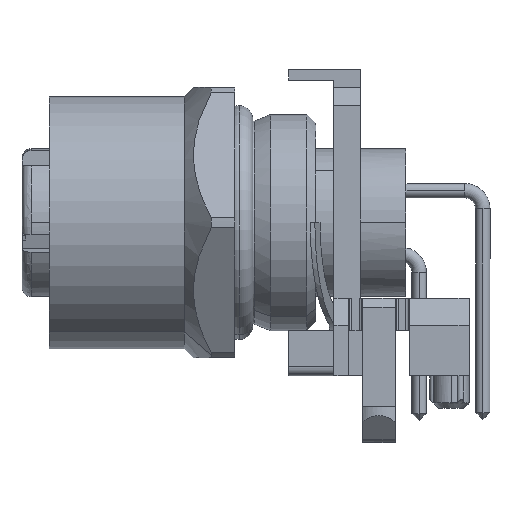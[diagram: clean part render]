
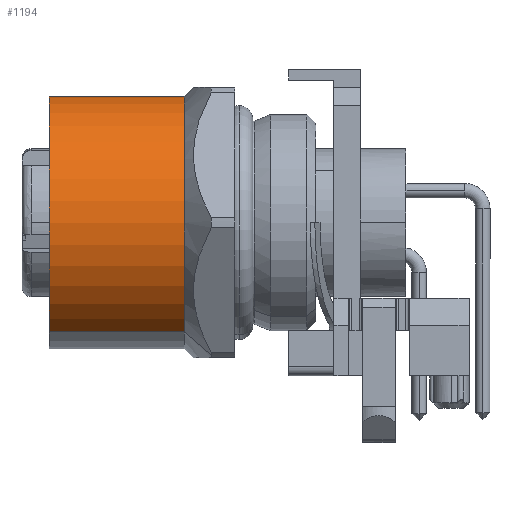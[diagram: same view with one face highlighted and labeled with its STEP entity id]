
A CAD part, left-side view. The second image highlights one B-rep face of the part: STEP entity #1194.
In plain terms, the highlighted cylindrical face has radius 7 mm (diameter 14 mm), a partial arc.
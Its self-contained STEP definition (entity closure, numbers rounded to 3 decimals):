
#1038=AXIS2_PLACEMENT_3D('Circle Axis2P3D',#1036,#1037,$) ;
#1181=AXIS2_PLACEMENT_3D('Cylinder Axis2P3D',#1178,#1179,#1180) ;
#1185=AXIS2_PLACEMENT_3D('Circle Axis2P3D',#1183,#1184,$) ;
#1031=CARTESIAN_POINT('Vertex',(13.,24.46,18.262)) ;
#1033=CARTESIAN_POINT('Vertex',(6.,24.46,6.138)) ;
#1036=CARTESIAN_POINT('Axis2P3D Location',(9.5,24.46,12.2)) ;
#1152=CARTESIAN_POINT('Line Origine',(13.,20.71,18.262)) ;
#1156=CARTESIAN_POINT('Vertex',(13.,16.96,18.262)) ;
#1163=CARTESIAN_POINT('Vertex',(6.,16.96,6.138)) ;
#1166=CARTESIAN_POINT('Line Origine',(6.,20.71,6.138)) ;
#1178=CARTESIAN_POINT('Axis2P3D Location',(9.5,20.71,12.2)) ;
#1183=CARTESIAN_POINT('Axis2P3D Location',(9.5,16.96,12.2)) ;
#1037=DIRECTION('Axis2P3D Direction',(0.,1.,0.)) ;
#1153=DIRECTION('Vector Direction',(0.,1.,0.)) ;
#1167=DIRECTION('Vector Direction',(0.,1.,0.)) ;
#1179=DIRECTION('Axis2P3D Direction',(0.,1.,0.)) ;
#1180=DIRECTION('Axis2P3D XDirection',(-0.5,0.,-0.866)) ;
#1184=DIRECTION('Axis2P3D Direction',(0.,1.,0.)) ;
#1154=VECTOR('Line Direction',#1153,1.) ;
#1168=VECTOR('Line Direction',#1167,1.) ;
#1189=ORIENTED_EDGE('',*,*,#1170,.F.) ;
#1190=ORIENTED_EDGE('',*,*,#1187,.T.) ;
#1191=ORIENTED_EDGE('',*,*,#1158,.F.) ;
#1192=ORIENTED_EDGE('',*,*,#1040,.F.) ;
#1194=ADVANCED_FACE('Hauptk\X2\00F6\X0\rper',(#1193),#1182,.T.) ;
#1039=CIRCLE('generated circle',#1038,7.) ;
#1186=CIRCLE('generated circle',#1185,7.) ;
#1182=CYLINDRICAL_SURFACE('generated cylinder',#1181,7.) ;
#1040=EDGE_CURVE('',#1034,#1032,#1039,.T.) ;
#1158=EDGE_CURVE('',#1032,#1157,#1155,.F.) ;
#1170=EDGE_CURVE('',#1164,#1034,#1169,.T.) ;
#1187=EDGE_CURVE('',#1164,#1157,#1186,.T.) ;
#1188=EDGE_LOOP('',(#1189,#1190,#1191,#1192)) ;
#1193=FACE_OUTER_BOUND('',#1188,.T.) ;
#1155=LINE('Line',#1152,#1154) ;
#1169=LINE('Line',#1166,#1168) ;
#1032=VERTEX_POINT('',#1031) ;
#1034=VERTEX_POINT('',#1033) ;
#1157=VERTEX_POINT('',#1156) ;
#1164=VERTEX_POINT('',#1163) ;
